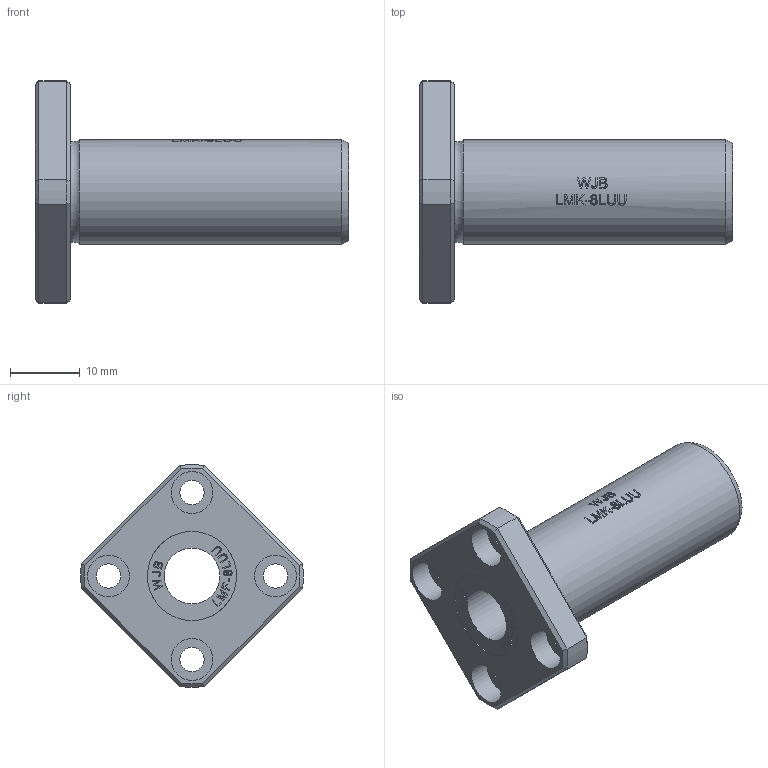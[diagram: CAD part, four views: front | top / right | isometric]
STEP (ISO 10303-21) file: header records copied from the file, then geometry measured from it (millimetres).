
FILE_DESCRIPTION(/* description */ (''),/* implementation_level */ '2;1');
FILE_NAME(/* name */ 'WJB-LMK-8LUU.stp',/* time_stamp */ '2018-09-14T23:24:26+08:00',/* author */ (''),/* organization */ (''),/* preprocessor_version */ 'ST-DEVELOPER v11',/* originating_system */ 'SIEMENS UGS NX 6.0',/* authorisation */ '');
FILE_SCHEMA (('CONFIG_CONTROL_DESIGN'));
Length unit declared in the file: millimetre
Products named in the file (1): WJB-LMK-8LUU
Bounding box: 45 x 32 x 32 mm (x, y, z)
Volume: 7374.7 mm3; surface area: 4815.3 mm2
Topology: 1 solids, 1 shells, 349 faces, 899 edges, 604 vertices
Faces by surface type: plane 221, extrusion 87, cylinder 31, cone 8, torus 2
Full cylindrical faces by diameter (mm): 3.5 x4, 6 x4, 8 x1, 12.8 x2, 15 x1
Entity records: 13584 total; most frequent: CARTESIAN_POINT 5602, ORIENTED_EDGE 1770, DIRECTION 1238, EDGE_CURVE 885, VERTEX_POINT 604, VECTOR 512, B_SPLINE_CURVE_WITH_KNOTS 447, EDGE_LOOP 425
